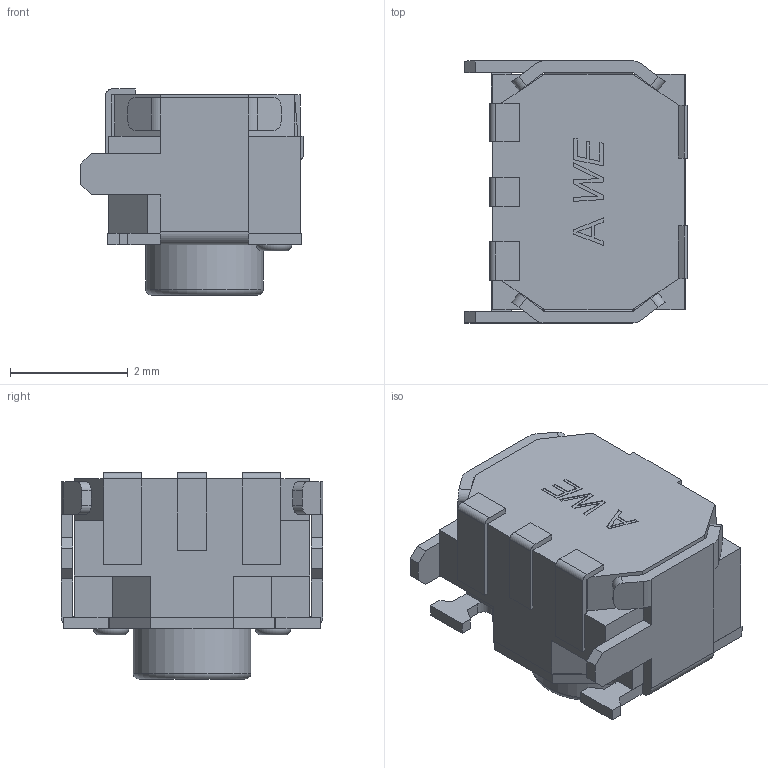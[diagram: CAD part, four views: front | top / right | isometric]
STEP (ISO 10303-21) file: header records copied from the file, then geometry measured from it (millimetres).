
FILE_DESCRIPTION(/* description */ ('Unknown'),/* implementation_level */ '2;1');
FILE_NAME(/* name */ '436333033816',/* time_stamp */ '2024-03-28T10:42:50+01:00',/* author */ ('Unknown'),/* organization */ ('Unknown'),/* preprocessor_version */ 'ST-DEVELOPER v18.102',/* originating_system */ 'Solid Edge',/* authorisation */ 'Unknown');
FILE_SCHEMA (('AUTOMOTIVE_DESIGN {1 0 10303 214 3 1 1}'));
Length unit declared in the file: millimetre
Products named in the file (6): 436333033816; frame; stem; cover; pins; pin2
Assembly tree (6 placements, depth 2):
  436333033816
    frame
    stem
    cover
    pins
    pin2  x2
Bounding box: 3.77 x 4.45 x 3.5 mm (x, y, z)
Volume: 32.5 mm3; surface area: 147.5 mm2
Topology: 8 solids, 8 shells, 243 faces, 632 edges, 414 vertices
Faces by surface type: plane 187, cylinder 42, bspline 9, torus 5
Full cylindrical faces by diameter (mm): 0.6 x4, 0.8 x1, 2 x1, 2.1 x1, 2.5 x1
Entity records: 7257 total; most frequent: CARTESIAN_POINT 1514, ORIENTED_EDGE 1184, DIRECTION 1065, EDGE_CURVE 592, LINE 433, VECTOR 433, VERTEX_POINT 395, AXIS2_PLACEMENT_3D 316
